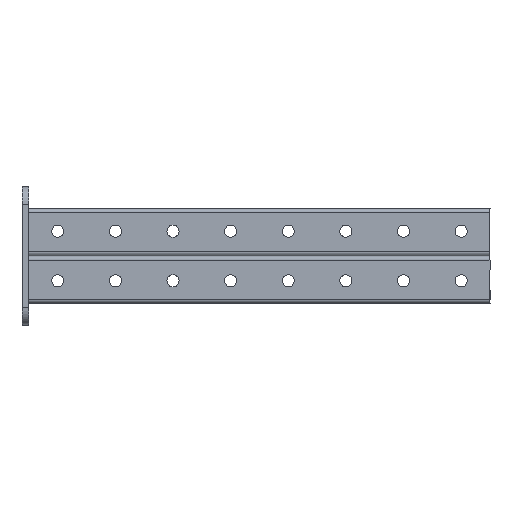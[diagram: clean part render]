
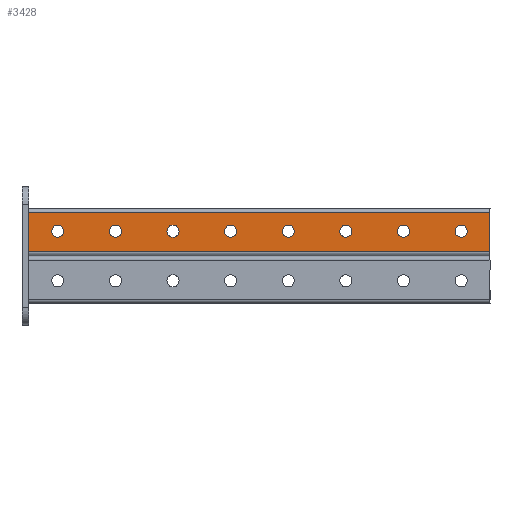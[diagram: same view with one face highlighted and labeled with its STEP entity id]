
A CAD part, left-side view. The second image highlights one B-rep face of the part: STEP entity #3428.
In plain terms, the highlighted planar face has unit normal (-1, 0, 0).
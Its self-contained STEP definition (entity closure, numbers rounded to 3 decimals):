
#29 = CARTESIAN_POINT ( 'NONE',  ( -20.5, -1500., 3.5 ) ) ;
#60 = DIRECTION ( 'NONE',  ( 0., -1., 0. ) ) ;
#73 = DIRECTION ( 'NONE',  ( 0., 1., 0. ) ) ;
#85 = DIRECTION ( 'NONE',  ( 1., 0., 0. ) ) ;
#87 = CARTESIAN_POINT ( 'NONE',  ( -20.5, -175., 21.5 ) ) ;
#130 = CARTESIAN_POINT ( 'NONE',  ( -20.5, 25., 21.5 ) ) ;
#135 = DIRECTION ( 'NONE',  ( 0., -1., 0. ) ) ;
#136 = DIRECTION ( 'NONE',  ( 1., 0., 0. ) ) ;
#138 = DIRECTION ( 'NONE',  ( 0., 0., -1. ) ) ;
#157 = DIRECTION ( 'NONE',  ( 1., 0., 0. ) ) ;
#158 = CARTESIAN_POINT ( 'NONE',  ( -20.5, -25., 21.5 ) ) ;
#164 = DIRECTION ( 'NONE',  ( 0., -1., 0. ) ) ;
#183 = CARTESIAN_POINT ( 'NONE',  ( -20.5, -200., -41. ) ) ;
#484 = CARTESIAN_POINT ( 'NONE',  ( -20.5, -200., 3.5 ) ) ;
#517 = CARTESIAN_POINT ( 'NONE',  ( -20.5, -130.25, 21.5 ) ) ;
#521 = CARTESIAN_POINT ( 'NONE',  ( -20.5, -80.25, 21.5 ) ) ;
#553 = CARTESIAN_POINT ( 'NONE',  ( -20.5, -180.25, 21.5 ) ) ;
#567 = CARTESIAN_POINT ( 'NONE',  ( -20.5, -30.25, 21.5 ) ) ;
#594 = CARTESIAN_POINT ( 'NONE',  ( -20.5, 19.75, 21.5 ) ) ;
#643 = CARTESIAN_POINT ( 'NONE',  ( -20.5, 119.75, 21.5 ) ) ;
#671 = CARTESIAN_POINT ( 'NONE',  ( -20.5, 169.75, 21.5 ) ) ;
#673 = CARTESIAN_POINT ( 'NONE',  ( -20.5, 69.75, 21.5 ) ) ;
#726 = CARTESIAN_POINT ( 'NONE',  ( -20.5, -200., 37.5 ) ) ;
#732 = CARTESIAN_POINT ( 'NONE',  ( -20.5, 200., 3.5 ) ) ;
#757 = CARTESIAN_POINT ( 'NONE',  ( -20.5, 200., 37.5 ) ) ;
#818 = EDGE_LOOP ( 'NONE', ( #4301 ) ) ;
#833 = EDGE_LOOP ( 'NONE', ( #4421 ) ) ;
#902 = EDGE_LOOP ( 'NONE', ( #4492 ) ) ;
#1209 = EDGE_LOOP ( 'NONE', ( #4730 ) ) ;
#1232 = EDGE_LOOP ( 'NONE', ( #4491 ) ) ;
#1237 = EDGE_LOOP ( 'NONE', ( #4733 ) ) ;
#1580 = VERTEX_POINT ( 'NONE', #517 ) ;
#1581 = VERTEX_POINT ( 'NONE', #521 ) ;
#1591 = VERTEX_POINT ( 'NONE', #553 ) ;
#1595 = VERTEX_POINT ( 'NONE', #567 ) ;
#1606 = VERTEX_POINT ( 'NONE', #594 ) ;
#1626 = VERTEX_POINT ( 'NONE', #643 ) ;
#1632 = VERTEX_POINT ( 'NONE', #671 ) ;
#1639 = VERTEX_POINT ( 'NONE', #673 ) ;
#1755 = FACE_OUTER_BOUND ( 'NONE', #4559, .T. ) ;
#1756 = FACE_BOUND ( 'NONE', #4558, .T. ) ;
#1757 = FACE_BOUND ( 'NONE', #902, .T. ) ;
#1758 = FACE_BOUND ( 'NONE', #1237, .T. ) ;
#1759 = FACE_BOUND ( 'NONE', #1232, .T. ) ;
#1760 = FACE_BOUND ( 'NONE', #4573, .T. ) ;
#1761 = FACE_BOUND ( 'NONE', #818, .T. ) ;
#1762 = FACE_BOUND ( 'NONE', #833, .T. ) ;
#1763 = FACE_BOUND ( 'NONE', #1209, .T. ) ;
#2071 = CIRCLE ( 'NONE', #2653, 5.25 ) ;
#2161 = CIRCLE ( 'NONE', #2636, 5.25 ) ;
#2163 = VECTOR ( 'NONE', #2228, 1000. ) ;
#2165 = LINE ( 'NONE', #2348, #2163 ) ;
#2177 = VECTOR ( 'NONE', #2357, 1000. ) ;
#2180 = LINE ( 'NONE', #2346, #2177 ) ;
#2226 = CARTESIAN_POINT ( 'NONE',  ( -20.5, 125., 21.5 ) ) ;
#2228 = DIRECTION ( 'NONE',  ( 0., 0., 1. ) ) ;
#2250 = DIRECTION ( 'NONE',  ( 1., 0., 0. ) ) ;
#2266 = DIRECTION ( 'NONE',  ( 0., -1., 0. ) ) ;
#2267 = DIRECTION ( 'NONE',  ( 0., -1., 0. ) ) ;
#2268 = DIRECTION ( 'NONE',  ( 1., 0., 0. ) ) ;
#2269 = CARTESIAN_POINT ( 'NONE',  ( -20.5, 75., 21.5 ) ) ;
#2293 = DIRECTION ( 'NONE',  ( 1., 0., 0. ) ) ;
#2346 = CARTESIAN_POINT ( 'NONE',  ( -20.5, -1500., 37.5 ) ) ;
#2348 = CARTESIAN_POINT ( 'NONE',  ( -20.5, 200., -41. ) ) ;
#2350 = DIRECTION ( 'NONE',  ( 0., -1., 0. ) ) ;
#2351 = CARTESIAN_POINT ( 'NONE',  ( -20.5, 175., 21.5 ) ) ;
#2357 = DIRECTION ( 'NONE',  ( 0., 1., 0. ) ) ;
#2525 = AXIS2_PLACEMENT_3D ( 'NONE', #3904, #3903, #3902 ) ;
#2528 = AXIS2_PLACEMENT_3D ( 'NONE', #3936, #3934, #3933 ) ;
#2545 = AXIS2_PLACEMENT_3D ( 'NONE', #87, #85, #60 ) ;
#2551 = AXIS2_PLACEMENT_3D ( 'NONE', #158, #157, #164 ) ;
#2581 = AXIS2_PLACEMENT_3D ( 'NONE', #130, #136, #135 ) ;
#2636 = AXIS2_PLACEMENT_3D ( 'NONE', #2226, #2293, #2266 ) ;
#2653 = AXIS2_PLACEMENT_3D ( 'NONE', #2351, #2250, #2350 ) ;
#2660 = AXIS2_PLACEMENT_3D ( 'NONE', #2269, #2268, #2267 ) ;
#2790 = EDGE_CURVE ( 'NONE', #1639, #1639, #4279, .T. ) ;
#2810 = EDGE_CURVE ( 'NONE', #1632, #1632, #2071, .T. ) ;
#2847 = EDGE_CURVE ( 'NONE', #5094, #5214, #2180, .T. ) ;
#2853 = EDGE_CURVE ( 'NONE', #5251, #5214, #2165, .T. ) ;
#2855 = EDGE_CURVE ( 'NONE', #1626, #1626, #2161, .T. ) ;
#2891 = EDGE_CURVE ( 'NONE', #5104, #5251, #4071, .T. ) ;
#2893 = EDGE_CURVE ( 'NONE', #1606, #1606, #4072, .T. ) ;
#2910 = EDGE_CURVE ( 'NONE', #5094, #5104, #4044, .T. ) ;
#2922 = EDGE_CURVE ( 'NONE', #1595, #1595, #4032, .T. ) ;
#2930 = EDGE_CURVE ( 'NONE', #1591, #1591, #4014, .T. ) ;
#2971 = EDGE_CURVE ( 'NONE', #1581, #1581, #3824, .T. ) ;
#2979 = EDGE_CURVE ( 'NONE', #1580, #1580, #3804, .T. ) ;
#3160 = AXIS2_PLACEMENT_3D ( 'NONE', #3536, #3543, #3533 ) ;
#3428 = ADVANCED_FACE ( 'NONE', ( #1763, #1759, #1762, #1760, #1761, #1758, #1757, #1756, #1755 ), #3534, .F. ) ;
#3533 = DIRECTION ( 'NONE',  ( 0., 0., -1. ) ) ;
#3534 = PLANE ( 'NONE',  #3160 ) ;
#3536 = CARTESIAN_POINT ( 'NONE',  ( -20.5, -1500., 37.5 ) ) ;
#3543 = DIRECTION ( 'NONE',  ( 1., 0., 0. ) ) ;
#3804 = CIRCLE ( 'NONE', #2525, 5.25 ) ;
#3824 = CIRCLE ( 'NONE', #2528, 5.25 ) ;
#3902 = DIRECTION ( 'NONE',  ( 0., -1., 0. ) ) ;
#3903 = DIRECTION ( 'NONE',  ( 1., 0., 0. ) ) ;
#3904 = CARTESIAN_POINT ( 'NONE',  ( -20.5, -125., 21.5 ) ) ;
#3933 = DIRECTION ( 'NONE',  ( 0., -1., 0. ) ) ;
#3934 = DIRECTION ( 'NONE',  ( 1., 0., 0. ) ) ;
#3936 = CARTESIAN_POINT ( 'NONE',  ( -20.5, -75., 21.5 ) ) ;
#4014 = CIRCLE ( 'NONE', #2545, 5.25 ) ;
#4032 = CIRCLE ( 'NONE', #2551, 5.25 ) ;
#4040 = VECTOR ( 'NONE', #138, 1000. ) ;
#4044 = LINE ( 'NONE', #183, #4040 ) ;
#4067 = VECTOR ( 'NONE', #73, 1000. ) ;
#4071 = LINE ( 'NONE', #29, #4067 ) ;
#4072 = CIRCLE ( 'NONE', #2581, 5.25 ) ;
#4279 = CIRCLE ( 'NONE', #2660, 5.25 ) ;
#4301 = ORIENTED_EDGE ( 'NONE', *, *, #2855, .T. ) ;
#4302 = ORIENTED_EDGE ( 'NONE', *, *, #2891, .F. ) ;
#4421 = ORIENTED_EDGE ( 'NONE', *, *, #2790, .T. ) ;
#4422 = ORIENTED_EDGE ( 'NONE', *, *, #2930, .T. ) ;
#4491 = ORIENTED_EDGE ( 'NONE', *, *, #2922, .T. ) ;
#4492 = ORIENTED_EDGE ( 'NONE', *, *, #2971, .T. ) ;
#4493 = ORIENTED_EDGE ( 'NONE', *, *, #2847, .T. ) ;
#4558 = EDGE_LOOP ( 'NONE', ( #4422 ) ) ;
#4559 = EDGE_LOOP ( 'NONE', ( #4579, #4302, #4737, #4493 ) ) ;
#4573 = EDGE_LOOP ( 'NONE', ( #4577 ) ) ;
#4577 = ORIENTED_EDGE ( 'NONE', *, *, #2810, .T. ) ;
#4579 = ORIENTED_EDGE ( 'NONE', *, *, #2853, .F. ) ;
#4730 = ORIENTED_EDGE ( 'NONE', *, *, #2979, .T. ) ;
#4733 = ORIENTED_EDGE ( 'NONE', *, *, #2893, .T. ) ;
#4737 = ORIENTED_EDGE ( 'NONE', *, *, #2910, .F. ) ;
#5094 = VERTEX_POINT ( 'NONE', #726 ) ;
#5104 = VERTEX_POINT ( 'NONE', #484 ) ;
#5214 = VERTEX_POINT ( 'NONE', #757 ) ;
#5251 = VERTEX_POINT ( 'NONE', #732 ) ;
